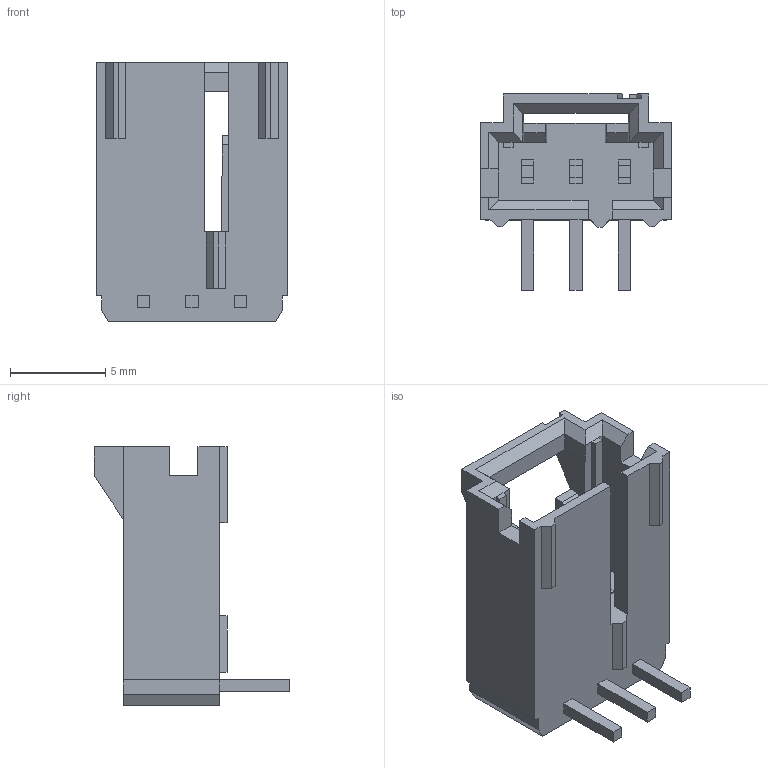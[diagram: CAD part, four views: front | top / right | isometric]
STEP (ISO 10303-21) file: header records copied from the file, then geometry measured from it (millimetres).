
FILE_DESCRIPTION((''),'2;1');
FILE_NAME('C-5-104935-3','2020-10-23T05:48:45',('workeradm'),('TE Connectivity Ltd.'),'CREO PARAMETRIC BY PTC INC, 2019292','CREO PARAMETRIC BY PTC INC, 2019292','');
FILE_SCHEMA(('AUTOMOTIVE_DESIGN { 1 0 10303 214 1 1 1 1 }'));
Length unit declared in the file: millimetre
Products named in the file (1): C-5-104935-3
Bounding box: 10.03 x 10.28 x 13.59 mm (x, y, z)
Volume: 443.8 mm3; surface area: 768.7 mm2
Topology: 1 solids, 1 shells, 126 faces, 341 edges, 221 vertices
Faces by surface type: plane 126
Entity records: 4199 total; most frequent: CARTESIAN_POINT 690, ORIENTED_EDGE 682, DIRECTION 593, VECTOR 341, LINE 341, EDGE_CURVE 341, VERTEX_POINT 221, EDGE_LOOP 132
